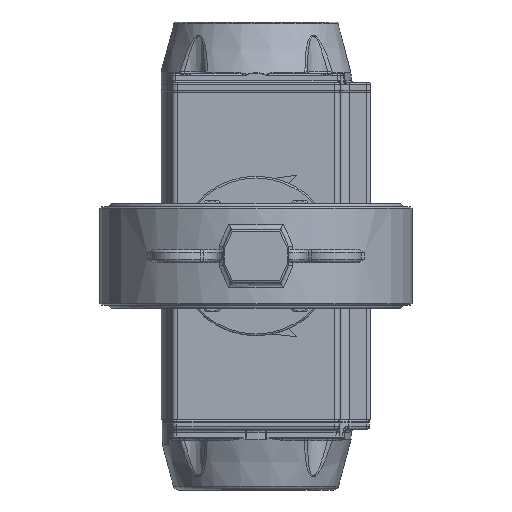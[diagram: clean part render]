
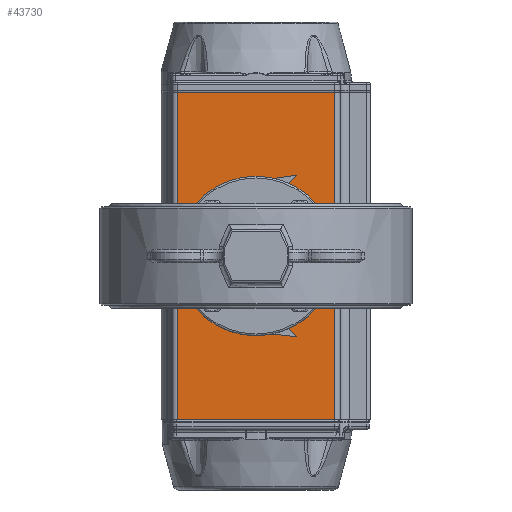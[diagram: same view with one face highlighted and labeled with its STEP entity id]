
A CAD part, front view. The second image highlights one B-rep face of the part: STEP entity #43730.
In plain terms, the highlighted planar face has unit normal (0, -1, 0).
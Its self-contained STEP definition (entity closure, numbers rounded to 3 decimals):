
#2885=CIRCLE('',#47480,20.6);
#2920=CIRCLE('',#47537,3.324);
#2922=CIRCLE('',#47540,3.324);
#2924=CIRCLE('',#47543,3.324);
#2926=CIRCLE('',#47546,3.324);
#2928=CIRCLE('',#47549,2.459);
#2930=CIRCLE('',#47552,2.459);
#2932=CIRCLE('',#47555,2.459);
#2934=CIRCLE('',#47558,2.459);
#5344=LINE('',#73876,#7750);
#5348=LINE('',#73902,#7754);
#5389=LINE('',#74004,#7795);
#5390=LINE('',#74006,#7796);
#7750=VECTOR('',#54039,1000.);
#7754=VECTOR('',#54065,1000.);
#7795=VECTOR('',#54180,1000.);
#7796=VECTOR('',#54183,1000.);
#13250=ORIENTED_EDGE('',*,*,#24474,.F.);
#13251=ORIENTED_EDGE('',*,*,#24529,.T.);
#13252=ORIENTED_EDGE('',*,*,#24463,.T.);
#13253=ORIENTED_EDGE('',*,*,#24528,.F.);
#13254=ORIENTED_EDGE('',*,*,#24382,.T.);
#13255=ORIENTED_EDGE('',*,*,#24419,.T.);
#13256=ORIENTED_EDGE('',*,*,#24421,.T.);
#13257=ORIENTED_EDGE('',*,*,#24423,.T.);
#13258=ORIENTED_EDGE('',*,*,#24425,.T.);
#13259=ORIENTED_EDGE('',*,*,#24427,.T.);
#13260=ORIENTED_EDGE('',*,*,#24429,.T.);
#13261=ORIENTED_EDGE('',*,*,#24431,.T.);
#13262=ORIENTED_EDGE('',*,*,#24433,.T.);
#24382=EDGE_CURVE('',#30408,#30408,#2885,.T.);
#24419=EDGE_CURVE('',#30449,#30449,#2920,.T.);
#24421=EDGE_CURVE('',#30451,#30451,#2922,.T.);
#24423=EDGE_CURVE('',#30453,#30453,#2924,.T.);
#24425=EDGE_CURVE('',#30455,#30455,#2926,.T.);
#24427=EDGE_CURVE('',#30457,#30457,#2928,.T.);
#24429=EDGE_CURVE('',#30459,#30459,#2930,.T.);
#24431=EDGE_CURVE('',#30461,#30461,#2932,.T.);
#24433=EDGE_CURVE('',#30463,#30463,#2934,.T.);
#24463=EDGE_CURVE('',#30496,#30495,#5344,.T.);
#24474=EDGE_CURVE('',#30506,#30507,#5348,.T.);
#24528=EDGE_CURVE('',#30507,#30495,#5389,.T.);
#24529=EDGE_CURVE('',#30506,#30496,#5390,.T.);
#30408=VERTEX_POINT('',#73662);
#30449=VERTEX_POINT('',#73770);
#30451=VERTEX_POINT('',#73775);
#30453=VERTEX_POINT('',#73780);
#30455=VERTEX_POINT('',#73785);
#30457=VERTEX_POINT('',#73790);
#30459=VERTEX_POINT('',#73795);
#30461=VERTEX_POINT('',#73800);
#30463=VERTEX_POINT('',#73805);
#30495=VERTEX_POINT('',#73875);
#30496=VERTEX_POINT('',#73877);
#30506=VERTEX_POINT('',#73901);
#30507=VERTEX_POINT('',#73903);
#36389=EDGE_LOOP('',(#13250,#13251,#13252,#13253));
#36390=EDGE_LOOP('',(#13254));
#36391=EDGE_LOOP('',(#13255));
#36392=EDGE_LOOP('',(#13256));
#36393=EDGE_LOOP('',(#13257));
#36394=EDGE_LOOP('',(#13258));
#36395=EDGE_LOOP('',(#13259));
#36396=EDGE_LOOP('',(#13260));
#36397=EDGE_LOOP('',(#13261));
#36398=EDGE_LOOP('',(#13262));
#39748=FACE_BOUND('',#36389,.T.);
#39749=FACE_BOUND('',#36390,.T.);
#39750=FACE_BOUND('',#36391,.T.);
#39751=FACE_BOUND('',#36392,.T.);
#39752=FACE_BOUND('',#36393,.T.);
#39753=FACE_BOUND('',#36394,.T.);
#39754=FACE_BOUND('',#36395,.T.);
#39755=FACE_BOUND('',#36396,.T.);
#39756=FACE_BOUND('',#36397,.T.);
#39757=FACE_BOUND('',#36398,.T.);
#42380=PLANE('',#47633);
#43730=ADVANCED_FACE('',(#39748,#39749,#39750,#39751,#39752,#39753,#39754,
#39755,#39756,#39757),#42380,.T.);
#47480=AXIS2_PLACEMENT_3D('',#73661,#53817,#53818);
#47537=AXIS2_PLACEMENT_3D('',#73769,#53931,#53932);
#47540=AXIS2_PLACEMENT_3D('',#73774,#53937,#53938);
#47543=AXIS2_PLACEMENT_3D('',#73779,#53943,#53944);
#47546=AXIS2_PLACEMENT_3D('',#73784,#53949,#53950);
#47549=AXIS2_PLACEMENT_3D('',#73789,#53955,#53956);
#47552=AXIS2_PLACEMENT_3D('',#73794,#53961,#53962);
#47555=AXIS2_PLACEMENT_3D('',#73799,#53967,#53968);
#47558=AXIS2_PLACEMENT_3D('',#73804,#53973,#53974);
#47633=AXIS2_PLACEMENT_3D('',#74005,#54181,#54182);
#53817=DIRECTION('',(0.,1.,0.));
#53818=DIRECTION('',(0.,0.,-1.));
#53931=DIRECTION('',(0.,1.,0.));
#53932=DIRECTION('',(0.,0.,-1.));
#53937=DIRECTION('',(0.,1.,0.));
#53938=DIRECTION('',(0.,0.,-1.));
#53943=DIRECTION('',(0.,1.,0.));
#53944=DIRECTION('',(0.,0.,-1.));
#53949=DIRECTION('',(0.,1.,0.));
#53950=DIRECTION('',(0.,0.,-1.));
#53955=DIRECTION('',(0.,1.,0.));
#53956=DIRECTION('',(0.,0.,-1.));
#53961=DIRECTION('',(0.,1.,0.));
#53962=DIRECTION('',(0.,0.,-1.));
#53967=DIRECTION('',(0.,1.,0.));
#53968=DIRECTION('',(0.,0.,-1.));
#53973=DIRECTION('',(0.,1.,0.));
#53974=DIRECTION('',(0.,0.,-1.));
#54039=DIRECTION('',(1.,0.,0.));
#54065=DIRECTION('',(1.,0.,0.));
#54180=DIRECTION('',(0.,0.,-1.));
#54181=DIRECTION('',(0.,-1.,0.));
#54182=DIRECTION('',(0.,0.,-1.));
#54183=DIRECTION('',(0.,0.,-1.));
#73661=CARTESIAN_POINT('',(0.108,-61.528,92.));
#73662=CARTESIAN_POINT('',(0.108,-61.528,71.4));
#73769=CARTESIAN_POINT('',(-24.641,-61.528,116.749));
#73770=CARTESIAN_POINT('',(-24.641,-61.528,113.425));
#73774=CARTESIAN_POINT('',(24.857,-61.528,116.749));
#73775=CARTESIAN_POINT('',(24.857,-61.528,113.425));
#73779=CARTESIAN_POINT('',(24.857,-61.528,67.251));
#73780=CARTESIAN_POINT('',(24.857,-61.528,63.928));
#73784=CARTESIAN_POINT('',(-24.641,-61.528,67.251));
#73785=CARTESIAN_POINT('',(-24.641,-61.528,63.928));
#73789=CARTESIAN_POINT('',(-17.57,-61.528,109.678));
#73790=CARTESIAN_POINT('',(-17.57,-61.528,107.219));
#73794=CARTESIAN_POINT('',(17.786,-61.528,109.678));
#73795=CARTESIAN_POINT('',(17.786,-61.528,107.219));
#73799=CARTESIAN_POINT('',(17.786,-61.528,74.322));
#73800=CARTESIAN_POINT('',(17.786,-61.528,71.864));
#73804=CARTESIAN_POINT('',(-17.57,-61.528,74.322));
#73805=CARTESIAN_POINT('',(-17.57,-61.528,71.864));
#73875=CARTESIAN_POINT('',(44.608,-61.528,0.));
#73876=CARTESIAN_POINT('',(6.23,-61.528,0.));
#73877=CARTESIAN_POINT('',(-44.392,-61.528,0.));
#73901=CARTESIAN_POINT('',(-44.392,-61.528,184.));
#73902=CARTESIAN_POINT('',(6.23,-61.528,184.));
#73903=CARTESIAN_POINT('',(44.608,-61.528,184.));
#74004=CARTESIAN_POINT('',(44.608,-61.528,0.));
#74005=CARTESIAN_POINT('',(-44.392,-61.528,0.));
#74006=CARTESIAN_POINT('',(-44.392,-61.528,0.));
